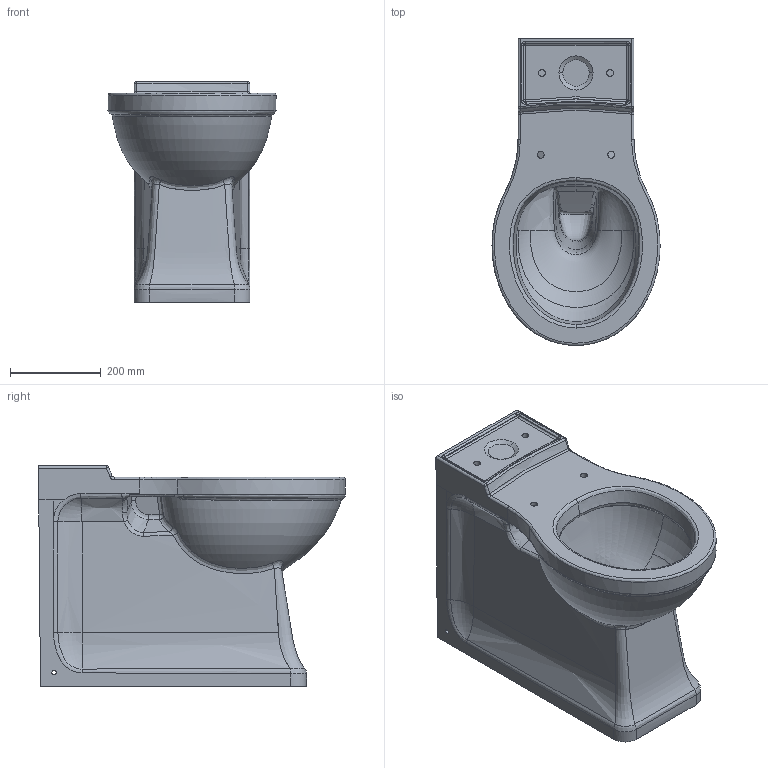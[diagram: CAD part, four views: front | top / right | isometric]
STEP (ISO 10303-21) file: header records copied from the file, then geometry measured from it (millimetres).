
FILE_DESCRIPTION(/* description */ (''),/* implementation_level */ '2;1');
FILE_NAME(/* name */ 'CY464NP',/* time_stamp */ '2021-11-29T16:45:29+08:00',/* author */ (''),/* organization */ (''),/* preprocessor_version */ 'ST-DEVELOPER v15',/* originating_system */ '',/* authorisation */ '');
FILE_SCHEMA (('AUTOMOTIVE_DESIGN'));
Length unit declared in the file: millimetre
Products named in the file (1): Document
Bounding box: 370 x 675.87 x 485 mm (x, y, z)
Surface area: 1677799 mm2 (no closed solid volume)
Topology: 0 solids, 1 shells, 233 faces, 586 edges, 340 vertices
Faces by surface type: bspline 216, plane 17
Entity records: 205169 total; most frequent: CARTESIAN_POINT 201945, ORIENTED_EDGE 1115, EDGE_CURVE 584, VERTEX_POINT 340, B_SPLINE_CURVE_WITH_KNOTS 289, EDGE_LOOP 245, ADVANCED_FACE 233, FACE_OUTER_BOUND 233
